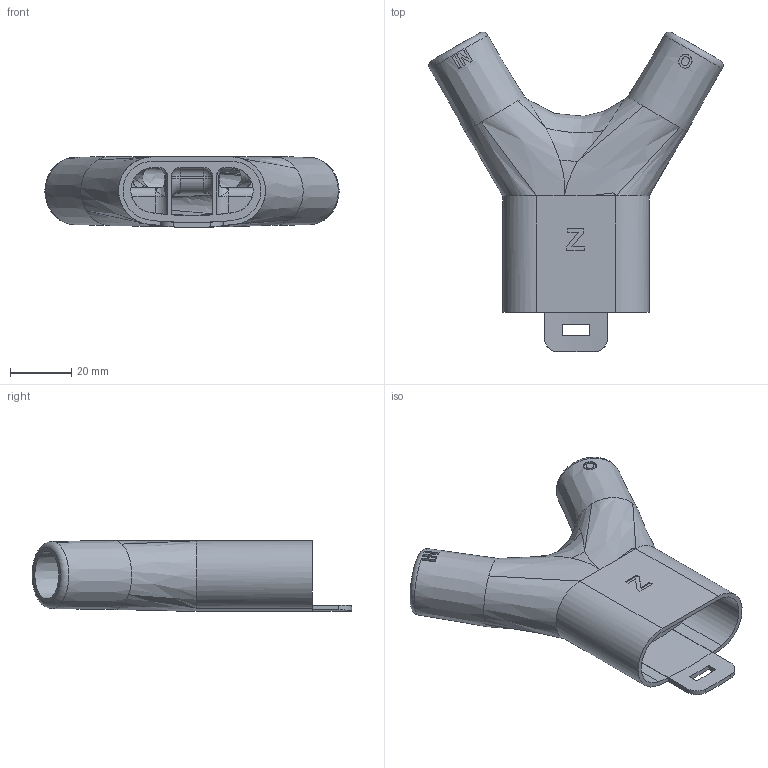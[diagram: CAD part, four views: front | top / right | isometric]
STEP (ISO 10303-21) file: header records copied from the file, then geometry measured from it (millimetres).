
FILE_DESCRIPTION(/* description */ (''),/* implementation_level */ '2;1');
FILE_NAME(/* name */ 'Dolphino_2ways_v2.step',/* time_stamp */ '2020-03-26T09:52:53-05:00',/* author */ (''),/* organization */ (''),/* preprocessor_version */ 'ST-DEVELOPER v18',/* originating_system */ 'Autodesk Translation Framework v8.12.0.6',/* authorisation */ '');
FILE_SCHEMA (('AUTOMOTIVE_DESIGN { 1 0 10303 214 3 1 1 }'));
Length unit declared in the file: millimetre
Products named in the file (4): Dolphino_2ways_v2; DOLPHINO_SnorkelCOUPLER_noMOUNT v1; 22mm_tube v5; 22mm_tube v5(Mirror)
Assembly tree (3 placements, depth 2):
  Dolphino_2ways_v2
    DOLPHINO_SnorkelCOUPLER_noMOUNT v1
    22mm_tube v5
    22mm_tube v5(Mirror)
Bounding box: 96.15 x 104.44 x 23.21 mm (x, y, z)
Volume: 44111.6 mm3; surface area: 26046.2 mm2
Topology: 2 solids, 2 shells, 191 faces, 523 edges, 333 vertices
Faces by surface type: bspline 69, plane 61, cylinder 36, torus 14, cone 9, sphere 2
Entity records: 8716 total; most frequent: CARTESIAN_POINT 4113, ORIENTED_EDGE 1032, DIRECTION 798, EDGE_CURVE 516, VERTEX_POINT 334, AXIS2_PLACEMENT_3D 284, LINE 230, VECTOR 230
